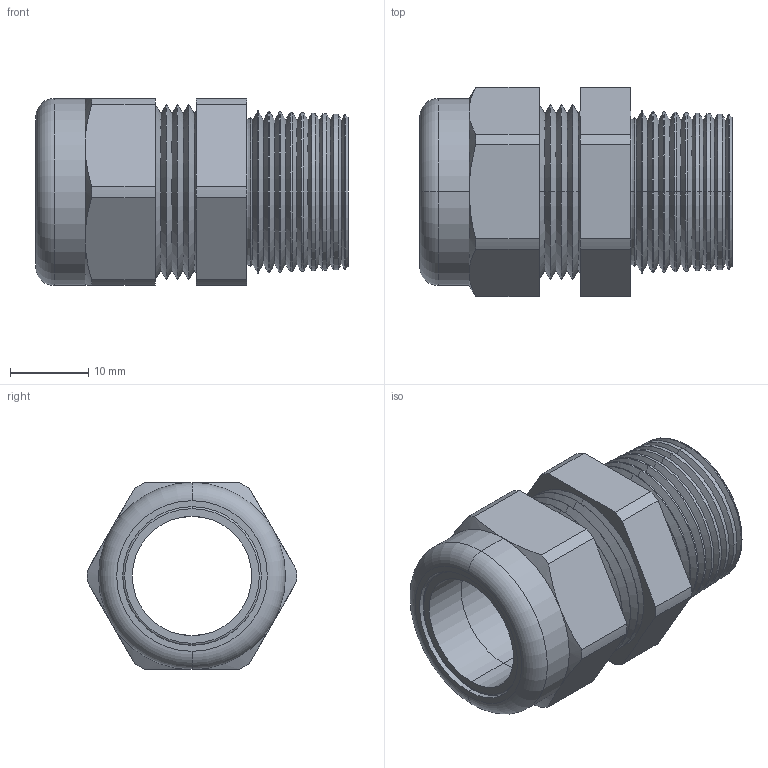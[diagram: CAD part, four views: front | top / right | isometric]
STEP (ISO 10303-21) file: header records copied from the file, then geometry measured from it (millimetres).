
FILE_DESCRIPTION (( 'STEP AP203' ), '1' );
FILE_NAME ('CD13NA-BK.STEP', '2008-06-14T23:25:47', ( 'BSI05' ), ( 'BAYSTATE' ), 'SwSTEP 2.0', 'SolidWorks 2007', '' );
FILE_SCHEMA (( 'CONFIG_CONTROL_DESIGN' ));
Length unit declared in the file: inch
Products named in the file (1): CD13NA-BK
Bounding box: 39.88 x 26.74 x 23.88 mm (x, y, z)
Volume: 8097 mm3; surface area: 7366.3 mm2
Topology: 2 solids, 2 shells, 138 faces, 296 edges, 166 vertices
Faces by surface type: cone 80, cylinder 30, plane 20, torus 8
Entity records: 3811 total; most frequent: DIRECTION 712, CARTESIAN_POINT 673, ORIENTED_EDGE 592, EDGE_CURVE 296, AXIS2_PLACEMENT_3D 289, VERTEX_POINT 166, CIRCLE 150, EDGE_LOOP 146
